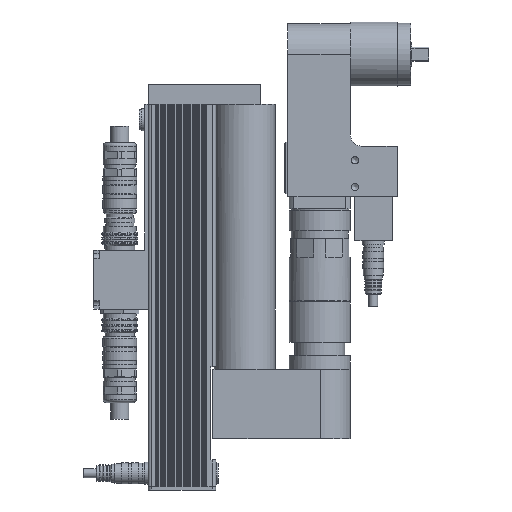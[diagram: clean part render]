
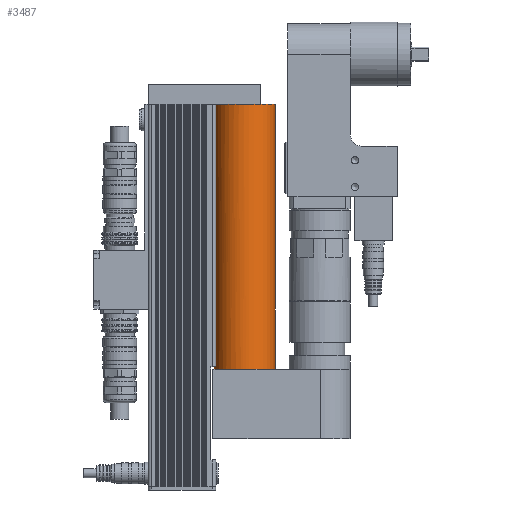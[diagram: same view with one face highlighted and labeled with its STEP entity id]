
A CAD part, left-side view. The second image highlights one B-rep face of the part: STEP entity #3487.
In plain terms, the highlighted cylindrical face has radius 27.5 mm (diameter 55 mm), a full revolution.
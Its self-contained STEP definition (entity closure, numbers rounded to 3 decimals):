
#3231=CARTESIAN_POINT('',(27.25,-60.1,108.5));
#3232=VERTEX_POINT('',#3231);
#3239=CARTESIAN_POINT('',(-27.25,-60.1,108.5));
#3240=VERTEX_POINT('',#3239);
#3241=CARTESIAN_POINT('',(0.0,-56.4,108.5));
#3242=DIRECTION('',(0.0,0.0,1.0));
#3243=DIRECTION('',(1.0,0.0,0.0));
#3244=AXIS2_PLACEMENT_3D('',#3241,#3242,#3243);
#3245=CIRCLE('',#3244,27.5);
#3246=EDGE_CURVE('',#3240,#3232,#3245,.T.);
#3262=CARTESIAN_POINT('',(27.25,-52.7,108.5));
#3263=VERTEX_POINT('',#3262);
#3264=CARTESIAN_POINT('',(-27.25,-52.7,108.5));
#3265=VERTEX_POINT('',#3264);
#3266=CARTESIAN_POINT('',(0.0,-56.4,108.5));
#3267=DIRECTION('',(0.0,0.0,1.0));
#3268=DIRECTION('',(1.0,0.0,0.0));
#3269=AXIS2_PLACEMENT_3D('',#3266,#3267,#3268);
#3270=CIRCLE('',#3269,27.5);
#3271=EDGE_CURVE('',#3263,#3265,#3270,.T.);
#3430=CARTESIAN_POINT('',(0.0,-56.4,108.5));
#3431=DIRECTION('',(0.0,0.0,1.0));
#3432=DIRECTION('',(1.0,0.0,0.0));
#3433=AXIS2_PLACEMENT_3D('',#3430,#3431,#3432);
#3434=CIRCLE('',#3433,27.5);
#3435=EDGE_CURVE('',#3232,#3263,#3434,.T.);
#3446=CARTESIAN_POINT('',(0.0,-56.4,108.5));
#3447=DIRECTION('',(0.0,0.0,1.0));
#3448=DIRECTION('',(1.0,0.0,0.0));
#3449=AXIS2_PLACEMENT_3D('',#3446,#3447,#3448);
#3450=CIRCLE('',#3449,27.5);
#3451=EDGE_CURVE('',#3265,#3240,#3450,.T.);
#3456=CARTESIAN_POINT('',(0.0,-56.4,346.5));
#3457=DIRECTION('',(0.0,0.0,-1.0));
#3458=DIRECTION('',(1.0,0.0,0.0));
#3459=AXIS2_PLACEMENT_3D('',#3456,#3457,#3458);
#3460=CYLINDRICAL_SURFACE('',#3459,27.5);
#3461=ORIENTED_EDGE('',*,*,#3451,.T.);
#3462=ORIENTED_EDGE('',*,*,#3246,.T.);
#3463=ORIENTED_EDGE('',*,*,#3435,.T.);
#3464=ORIENTED_EDGE('',*,*,#3271,.T.);
#3465=EDGE_LOOP('',(#3461,#3462,#3463,#3464));
#3466=FACE_OUTER_BOUND('',#3465,.T.);
#3467=CARTESIAN_POINT('',(-20.85,-38.469,346.5));
#3468=VERTEX_POINT('',#3467);
#3469=CARTESIAN_POINT('',(20.85,-38.469,346.5));
#3470=VERTEX_POINT('',#3469);
#3471=CARTESIAN_POINT('',(0.0,-56.4,346.5));
#3472=DIRECTION('',(0.0,0.0,1.0));
#3473=DIRECTION('',(1.0,0.0,0.0));
#3474=AXIS2_PLACEMENT_3D('',#3471,#3472,#3473);
#3475=CIRCLE('',#3474,27.5);
#3476=EDGE_CURVE('',#3468,#3470,#3475,.T.);
#3477=ORIENTED_EDGE('',*,*,#3476,.F.);
#3478=CARTESIAN_POINT('',(0.0,-56.4,346.5));
#3479=DIRECTION('',(0.0,0.0,1.0));
#3480=DIRECTION('',(1.0,0.0,0.0));
#3481=AXIS2_PLACEMENT_3D('',#3478,#3479,#3480);
#3482=CIRCLE('',#3481,27.5);
#3483=EDGE_CURVE('',#3470,#3468,#3482,.T.);
#3484=ORIENTED_EDGE('',*,*,#3483,.F.);
#3485=EDGE_LOOP('',(#3477,#3484));
#3486=FACE_BOUND('',#3485,.T.);
#3487=ADVANCED_FACE('',(#3466,#3486),#3460,.T.);
